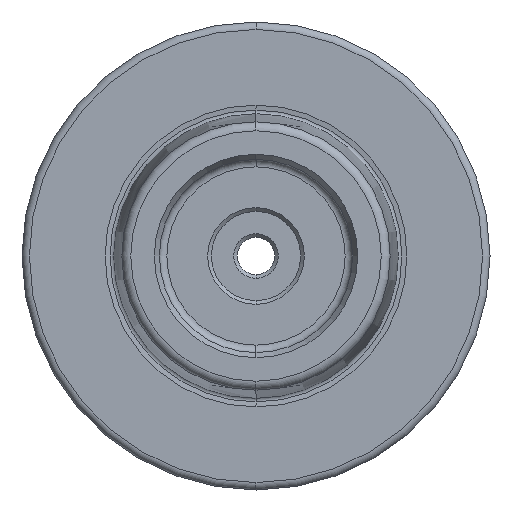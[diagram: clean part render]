
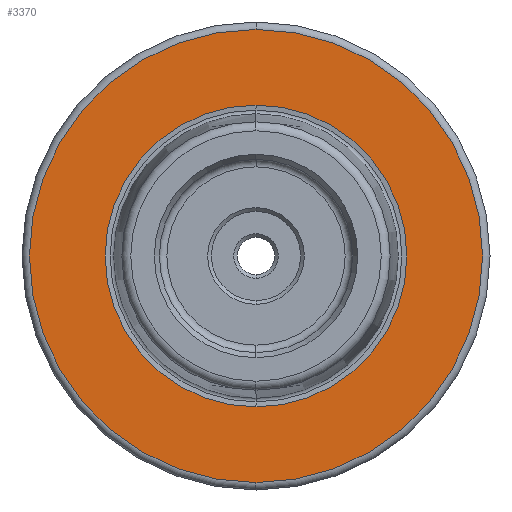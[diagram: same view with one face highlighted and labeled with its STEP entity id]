
A CAD part, left-side view. The second image highlights one B-rep face of the part: STEP entity #3370.
In plain terms, the highlighted planar face has unit normal (-1, 0, 0).
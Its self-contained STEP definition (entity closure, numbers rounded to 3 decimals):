
#558 = DIRECTION ( 'NONE',  ( 0., 0., -1. ) ) ;
#564 = CARTESIAN_POINT ( 'NONE',  ( 0., 0., 0. ) ) ;
#592 = DIRECTION ( 'NONE',  ( 1., 0., 0. ) ) ;
#2048 = CIRCLE ( 'NONE', #3511, 30.5 ) ;
#2145 = CIRCLE ( 'NONE', #3532, 20.308 ) ;
#2215 = CIRCLE ( 'NONE', #3632, 30.5 ) ;
#2515 = FACE_OUTER_BOUND ( 'NONE', #10973, .T. ) ;
#2519 = FACE_BOUND ( 'NONE', #10979, .T. ) ;
#3222 = EDGE_CURVE ( 'NONE', #11231, #11219, #11133, .T. ) ;
#3370 = ADVANCED_FACE ( 'NONE', ( #2515, #2519 ), #8440, .T. ) ;
#3414 = EDGE_CURVE ( 'NONE', #11563, #11564, #2048, .T. ) ;
#3448 = EDGE_CURVE ( 'NONE', #11219, #11231, #2145, .T. ) ;
#3511 = AXIS2_PLACEMENT_3D ( 'NONE', #10397, #10407, #10423 ) ;
#3513 = AXIS2_PLACEMENT_3D ( 'NONE', #8399, #8400, #8427 ) ;
#3532 = AXIS2_PLACEMENT_3D ( 'NONE', #9513, #9540, #9541 ) ;
#3632 = AXIS2_PLACEMENT_3D ( 'NONE', #3983, #3989, #3963 ) ;
#3771 = EDGE_CURVE ( 'NONE', #11564, #11563, #2215, .T. ) ;
#3802 = AXIS2_PLACEMENT_3D ( 'NONE', #564, #592, #558 ) ;
#3963 = DIRECTION ( 'NONE',  ( 0., 0., 1. ) ) ;
#3964 = CARTESIAN_POINT ( 'NONE',  ( 0., 0., -20.308 ) ) ;
#3983 = CARTESIAN_POINT ( 'NONE',  ( 0., 0., 0. ) ) ;
#3989 = DIRECTION ( 'NONE',  ( -1., 0., 0. ) ) ;
#4003 = CARTESIAN_POINT ( 'NONE',  ( 0., 0., 20.308 ) ) ;
#4088 = CARTESIAN_POINT ( 'NONE',  ( 0., 0., -30.5 ) ) ;
#4092 = CARTESIAN_POINT ( 'NONE',  ( 0., 0., 30.5 ) ) ;
#8399 = CARTESIAN_POINT ( 'NONE',  ( 0., 20.308, 0. ) ) ;
#8400 = DIRECTION ( 'NONE',  ( -1., 0., 0. ) ) ;
#8427 = DIRECTION ( 'NONE',  ( 0., 0., 1. ) ) ;
#8440 = PLANE ( 'NONE',  #3513 ) ;
#9513 = CARTESIAN_POINT ( 'NONE',  ( 0., 0., 0. ) ) ;
#9540 = DIRECTION ( 'NONE',  ( 1., 0., 0. ) ) ;
#9541 = DIRECTION ( 'NONE',  ( 0., 0., -1. ) ) ;
#10397 = CARTESIAN_POINT ( 'NONE',  ( 0., 0., 0. ) ) ;
#10407 = DIRECTION ( 'NONE',  ( -1., 0., 0. ) ) ;
#10423 = DIRECTION ( 'NONE',  ( 0., 0., 1. ) ) ;
#10973 = EDGE_LOOP ( 'NONE', ( #11914, #11874 ) ) ;
#10979 = EDGE_LOOP ( 'NONE', ( #11887, #11892 ) ) ;
#11133 = CIRCLE ( 'NONE', #3802, 20.308 ) ;
#11219 = VERTEX_POINT ( 'NONE', #3964 ) ;
#11231 = VERTEX_POINT ( 'NONE', #4003 ) ;
#11563 = VERTEX_POINT ( 'NONE', #4088 ) ;
#11564 = VERTEX_POINT ( 'NONE', #4092 ) ;
#11874 = ORIENTED_EDGE ( 'NONE', *, *, #3414, .T. ) ;
#11887 = ORIENTED_EDGE ( 'NONE', *, *, #3222, .T. ) ;
#11892 = ORIENTED_EDGE ( 'NONE', *, *, #3448, .T. ) ;
#11914 = ORIENTED_EDGE ( 'NONE', *, *, #3771, .T. ) ;
